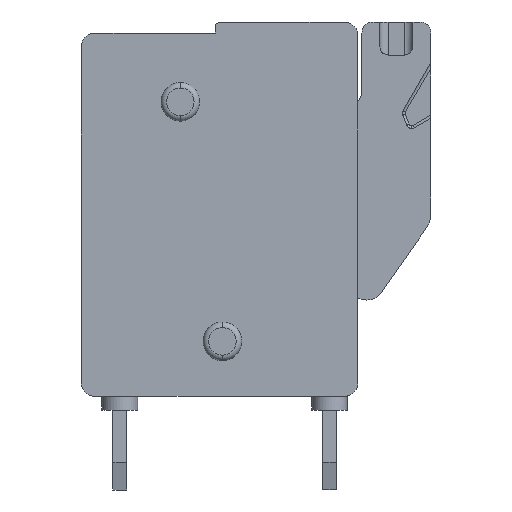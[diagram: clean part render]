
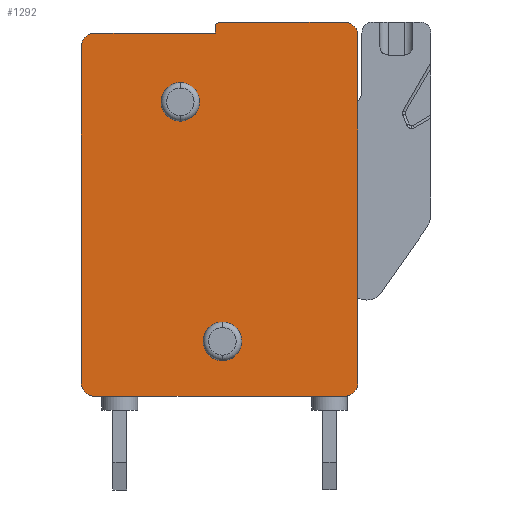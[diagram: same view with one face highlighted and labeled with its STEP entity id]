
A CAD part, left-side view. The second image highlights one B-rep face of the part: STEP entity #1292.
In plain terms, the highlighted free-form (B-spline) face has degree [1, 1] with [2, 2] control points.
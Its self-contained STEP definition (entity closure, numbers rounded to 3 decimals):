
#230=CARTESIAN_POINT('',(-1.41,1.61,11.4));
#231=VERTEX_POINT('',#230);
#245=CARTESIAN_POINT('',(-1.41,1.61,10.));
#246=VERTEX_POINT('',#245);
#253=CARTESIAN_POINT('',(-1.41,1.61,10.7));
#254=DIRECTION('',(1.0,0.0,0.0));
#255=DIRECTION('',(0.0,0.0,1.0));
#256=AXIS2_PLACEMENT_3D('',#253,#254,#255);
#257=CIRCLE('',#256,0.7);
#258=EDGE_CURVE('',#231,#246,#257,.T.);
#312=CARTESIAN_POINT('',(-1.41,0.08,2.7));
#313=VERTEX_POINT('',#312);
#327=CARTESIAN_POINT('',(-1.41,0.08,1.3));
#328=VERTEX_POINT('',#327);
#335=CARTESIAN_POINT('',(-1.41,0.08,2.0));
#336=DIRECTION('',(1.0,0.0,0.0));
#337=DIRECTION('',(0.0,0.0,1.0));
#338=AXIS2_PLACEMENT_3D('',#335,#336,#337);
#339=CIRCLE('',#338,0.7);
#340=EDGE_CURVE('',#313,#328,#339,.T.);
#616=CARTESIAN_POINT('',(-1.41,-4.34,0.));
#617=VERTEX_POINT('',#616);
#626=CARTESIAN_POINT('',(-1.41,4.71,0.));
#627=VERTEX_POINT('',#626);
#628=CARTESIAN_POINT('',(-1.41,4.71,0.));
#629=DIRECTION('',(0.0,-1.0,0.0));
#630=VECTOR('',#629,9.05);
#631=LINE('',#628,#630);
#632=EDGE_CURVE('',#627,#617,#631,.T.);
#657=CARTESIAN_POINT('',(-1.41,5.21,0.5));
#658=VERTEX_POINT('',#657);
#659=CARTESIAN_POINT('',(-1.41,4.71,0.5));
#660=DIRECTION('',(1.0,0.0,0.0));
#661=DIRECTION('',(0.0,0.0,1.0));
#662=AXIS2_PLACEMENT_3D('',#659,#660,#661);
#663=CIRCLE('',#662,0.5);
#664=EDGE_CURVE('',#627,#658,#663,.T.);
#699=CARTESIAN_POINT('',(-1.41,-4.84,0.5));
#700=VERTEX_POINT('',#699);
#707=CARTESIAN_POINT('',(-1.41,-4.34,0.5));
#708=DIRECTION('',(1.0,0.0,0.0));
#709=DIRECTION('',(0.0,0.0,1.0));
#710=AXIS2_PLACEMENT_3D('',#707,#708,#709);
#711=CIRCLE('',#710,0.5);
#712=EDGE_CURVE('',#700,#617,#711,.T.);
#722=CARTESIAN_POINT('',(-1.41,0.34,13.4));
#723=VERTEX_POINT('',#722);
#732=CARTESIAN_POINT('',(-1.41,0.14,13.6));
#733=VERTEX_POINT('',#732);
#734=CARTESIAN_POINT('',(-1.41,0.14,13.4));
#735=DIRECTION('',(1.0,0.0,0.0));
#736=DIRECTION('',(0.0,0.0,1.0));
#737=AXIS2_PLACEMENT_3D('',#734,#735,#736);
#738=CIRCLE('',#737,0.2);
#739=EDGE_CURVE('',#723,#733,#738,.T.);
#766=CARTESIAN_POINT('',(-1.41,5.21,12.7));
#767=VERTEX_POINT('',#766);
#774=CARTESIAN_POINT('',(-1.41,4.71,13.2));
#775=VERTEX_POINT('',#774);
#776=CARTESIAN_POINT('',(-1.41,4.71,12.7));
#777=DIRECTION('',(1.0,0.0,0.0));
#778=DIRECTION('',(0.0,0.0,1.0));
#779=AXIS2_PLACEMENT_3D('',#776,#777,#778);
#780=CIRCLE('',#779,0.5);
#781=EDGE_CURVE('',#767,#775,#780,.T.);
#807=CARTESIAN_POINT('',(-1.41,5.21,12.7));
#808=DIRECTION('',(0.0,0.0,-1.0));
#809=VECTOR('',#808,12.2);
#810=LINE('',#807,#809);
#811=EDGE_CURVE('',#767,#658,#810,.T.);
#828=CARTESIAN_POINT('',(-1.41,0.34,13.2));
#829=VERTEX_POINT('',#828);
#845=CARTESIAN_POINT('',(-1.41,0.34,13.2));
#846=DIRECTION('',(0.0,1.0,0.0));
#847=VECTOR('',#846,4.37);
#848=LINE('',#845,#847);
#849=EDGE_CURVE('',#829,#775,#848,.T.);
#867=CARTESIAN_POINT('',(-1.41,0.34,13.4));
#868=DIRECTION('',(0.0,0.0,-1.0));
#869=VECTOR('',#868,0.2);
#870=LINE('',#867,#869);
#871=EDGE_CURVE('',#723,#829,#870,.T.);
#883=CARTESIAN_POINT('',(-1.41,-4.84,13.1));
#884=VERTEX_POINT('',#883);
#891=CARTESIAN_POINT('',(-1.41,-4.84,0.5));
#892=DIRECTION('',(0.0,0.0,1.0));
#893=VECTOR('',#892,12.6);
#894=LINE('',#891,#893);
#895=EDGE_CURVE('',#700,#884,#894,.T.);
#912=CARTESIAN_POINT('',(-1.41,-4.34,13.6));
#913=VERTEX_POINT('',#912);
#945=CARTESIAN_POINT('',(-1.41,-4.34,13.6));
#946=DIRECTION('',(0.0,1.0,0.0));
#947=VECTOR('',#946,4.48);
#948=LINE('',#945,#947);
#949=EDGE_CURVE('',#913,#733,#948,.T.);
#1009=CARTESIAN_POINT('',(-1.41,-4.34,13.1));
#1010=DIRECTION('',(1.0,0.0,0.0));
#1011=DIRECTION('',(0.0,0.0,1.0));
#1012=AXIS2_PLACEMENT_3D('',#1009,#1010,#1011);
#1013=CIRCLE('',#1012,0.5);
#1014=EDGE_CURVE('',#913,#884,#1013,.T.);
#1127=CARTESIAN_POINT('',(-1.41,0.08,2.0));
#1128=DIRECTION('',(1.0,0.0,0.0));
#1129=DIRECTION('',(0.0,0.0,1.0));
#1130=AXIS2_PLACEMENT_3D('',#1127,#1128,#1129);
#1131=CIRCLE('',#1130,0.7);
#1132=EDGE_CURVE('',#328,#313,#1131,.T.);
#1173=CARTESIAN_POINT('',(-1.41,1.61,10.7));
#1174=DIRECTION('',(1.0,0.0,0.0));
#1175=DIRECTION('',(0.0,0.0,1.0));
#1176=AXIS2_PLACEMENT_3D('',#1173,#1174,#1175);
#1177=CIRCLE('',#1176,0.7);
#1178=EDGE_CURVE('',#246,#231,#1177,.T.);
#1266=CARTESIAN_POINT('',(-1.41,5.21,13.6));
#1267=CARTESIAN_POINT('',(-1.41,-4.84,13.6));
#1268=CARTESIAN_POINT('',(-1.41,5.21,0.));
#1269=CARTESIAN_POINT('',(-1.41,-4.84,0.0));
#1270=B_SPLINE_SURFACE_WITH_KNOTS('',1,1,((#1266,#1268),(#1267,#1269)),.UNSPECIFIED.,.F.,.F.,.U.,(2,2),(2,2),(0.0,10.05),(0.0,13.6),.UNSPECIFIED.);
#1271=ORIENTED_EDGE('',*,*,#895,.T.);
#1272=ORIENTED_EDGE('',*,*,#1014,.F.);
#1273=ORIENTED_EDGE('',*,*,#949,.T.);
#1274=ORIENTED_EDGE('',*,*,#739,.F.);
#1275=ORIENTED_EDGE('',*,*,#871,.T.);
#1276=ORIENTED_EDGE('',*,*,#849,.T.);
#1277=ORIENTED_EDGE('',*,*,#781,.F.);
#1278=ORIENTED_EDGE('',*,*,#811,.T.);
#1279=ORIENTED_EDGE('',*,*,#664,.F.);
#1280=ORIENTED_EDGE('',*,*,#632,.T.);
#1281=ORIENTED_EDGE('',*,*,#712,.F.);
#1282=EDGE_LOOP('',(#1271,#1272,#1273,#1274,#1275,#1276,#1277,#1278,#1279,#1280,#1281));
#1283=FACE_OUTER_BOUND('',#1282,.T.);
#1284=ORIENTED_EDGE('',*,*,#340,.T.);
#1285=ORIENTED_EDGE('',*,*,#1132,.T.);
#1286=EDGE_LOOP('',(#1284,#1285));
#1287=FACE_BOUND('',#1286,.T.);
#1288=ORIENTED_EDGE('',*,*,#258,.T.);
#1289=ORIENTED_EDGE('',*,*,#1178,.T.);
#1290=EDGE_LOOP('',(#1288,#1289));
#1291=FACE_BOUND('',#1290,.T.);
#1292=ADVANCED_FACE('',(#1283,#1287,#1291),#1270,.F.);
